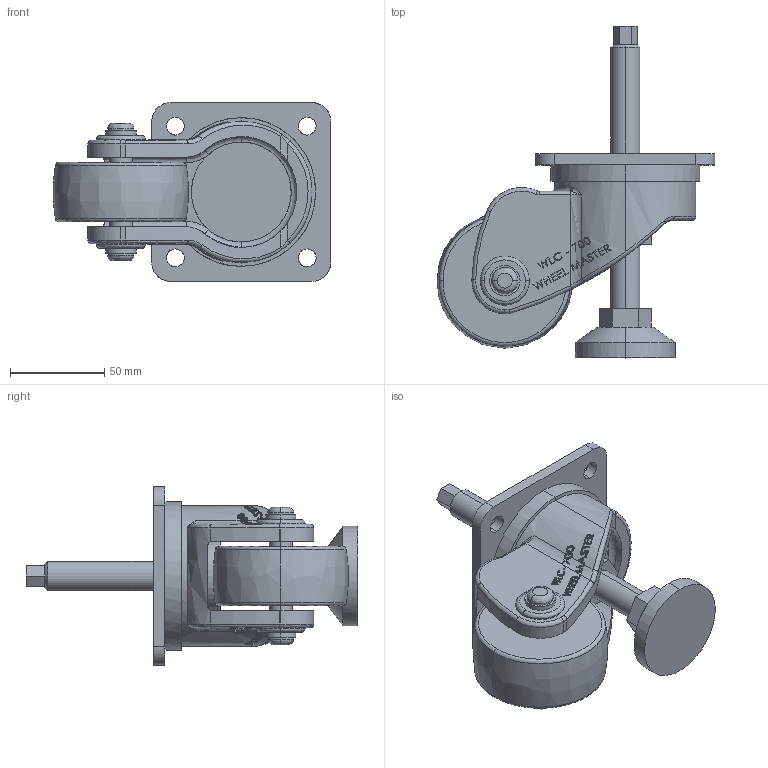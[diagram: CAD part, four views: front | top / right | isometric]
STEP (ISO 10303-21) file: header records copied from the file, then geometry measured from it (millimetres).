
FILE_DESCRIPTION (( 'STEP AP214' ), '1' );
FILE_NAME ('WLC-700F.STEP', '2022-02-21T06:37:05', ( '' ), ( '' ), 'SwSTEP 2.0', 'SolidWorks 2019', '' );
FILE_SCHEMA (( 'AUTOMOTIVE_DESIGN' ));
Length unit declared in the file: millimetre
Products named in the file (1): WLC-700F
Bounding box: 147.37 x 176.3 x 95 mm (x, y, z)
Volume: 441013.5 mm3; surface area: 79003.5 mm2
Topology: 1 solids, 1 shells, 577 faces, 1481 edges, 964 vertices
Faces by surface type: bspline 564, cylinder 6, cone 4, plane 3
Entity records: 31262 total; most frequent: CARTESIAN_POINT 22078, ORIENTED_EDGE 2958, EDGE_CURVE 1479, B_SPLINE_CURVE_WITH_KNOTS 1303, VERTEX_POINT 964, EDGE_LOOP 647, FACE_OUTER_BOUND 577, ADVANCED_FACE 577
